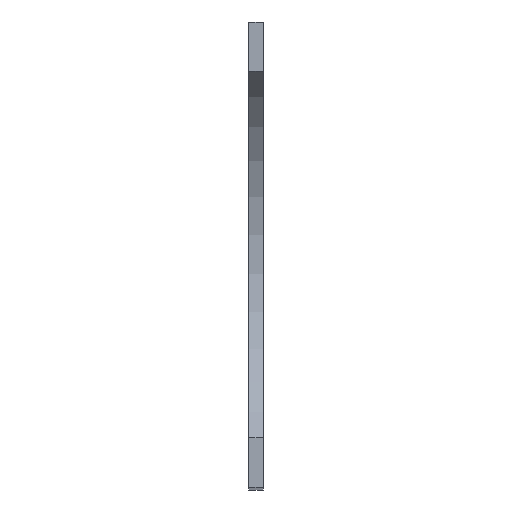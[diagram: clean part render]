
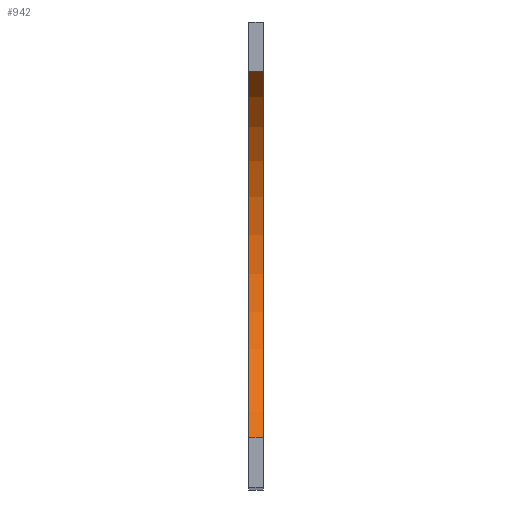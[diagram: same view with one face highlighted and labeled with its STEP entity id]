
A CAD part, top view. The second image highlights one B-rep face of the part: STEP entity #942.
In plain terms, the highlighted cylindrical face has radius 46 mm (diameter 92 mm), a partial arc.
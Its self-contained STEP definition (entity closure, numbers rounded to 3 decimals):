
#100=FACE_OUTER_BOUND('',#145,.T.);
#145=EDGE_LOOP('',(#710,#711,#712,#713));
#254=LINE('',#1492,#321);
#255=LINE('',#1495,#322);
#321=VECTOR('',#1216,10.);
#322=VECTOR('',#1219,10.);
#383=CIRCLE('',#1028,46.);
#384=CIRCLE('',#1029,46.);
#457=VERTEX_POINT('',#1488);
#458=VERTEX_POINT('',#1489);
#459=VERTEX_POINT('',#1491);
#460=VERTEX_POINT('',#1493);
#562=EDGE_CURVE('',#457,#458,#383,.T.);
#563=EDGE_CURVE('',#457,#459,#254,.T.);
#564=EDGE_CURVE('',#460,#459,#384,.T.);
#565=EDGE_CURVE('',#458,#460,#255,.T.);
#710=ORIENTED_EDGE('',*,*,#562,.F.);
#711=ORIENTED_EDGE('',*,*,#563,.T.);
#712=ORIENTED_EDGE('',*,*,#564,.F.);
#713=ORIENTED_EDGE('',*,*,#565,.F.);
#905=CYLINDRICAL_SURFACE('',#1027,46.);
#942=ADVANCED_FACE('',(#100),#905,.F.);
#1027=AXIS2_PLACEMENT_3D('',#1487,#1212,#1213);
#1028=AXIS2_PLACEMENT_3D('',#1490,#1214,#1215);
#1029=AXIS2_PLACEMENT_3D('',#1494,#1217,#1218);
#1212=DIRECTION('center_axis',(-1.,0.,0.));
#1213=DIRECTION('ref_axis',(0.,-1.,0.));
#1214=DIRECTION('center_axis',(-1.,0.,0.));
#1215=DIRECTION('ref_axis',(0.,-1.,0.));
#1216=DIRECTION('',(-1.,0.,0.));
#1217=DIRECTION('center_axis',(1.,0.,0.));
#1218=DIRECTION('ref_axis',(0.,-1.,0.));
#1219=DIRECTION('',(-1.,0.,0.));
#1487=CARTESIAN_POINT('Origin',(-68.477,0.,
445.));
#1488=CARTESIAN_POINT('',(-68.477,37.,417.669));
#1489=CARTESIAN_POINT('',(-68.477,-37.,417.669));
#1490=CARTESIAN_POINT('Origin',(-68.477,0.,
445.));
#1491=CARTESIAN_POINT('',(-71.477,37.,417.669));
#1492=CARTESIAN_POINT('',(-68.477,37.,417.669));
#1493=CARTESIAN_POINT('',(-71.477,-37.,417.669));
#1494=CARTESIAN_POINT('Origin',(-71.477,0.,
445.));
#1495=CARTESIAN_POINT('',(-68.477,-37.,417.669));
